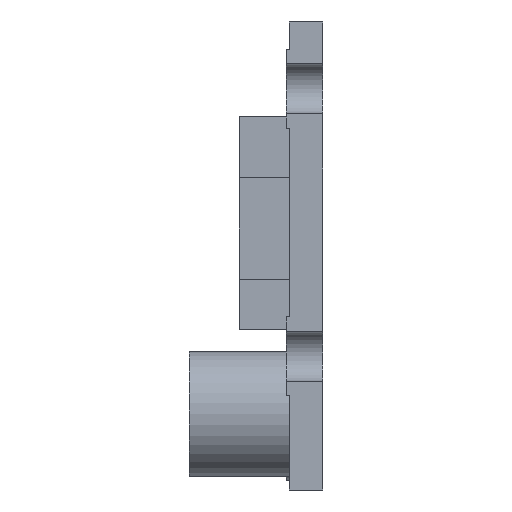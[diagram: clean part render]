
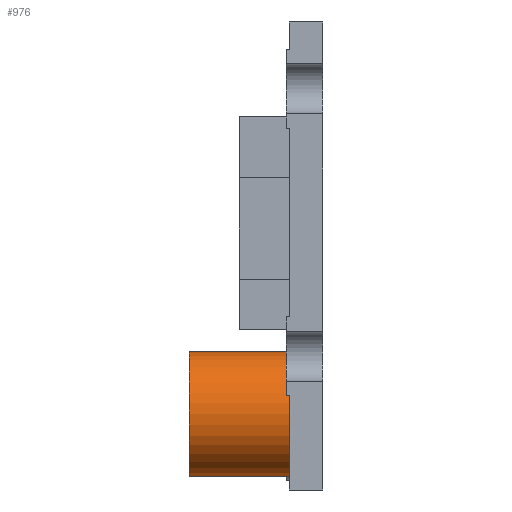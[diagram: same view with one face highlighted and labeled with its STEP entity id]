
A CAD part, left-side view. The second image highlights one B-rep face of the part: STEP entity #976.
In plain terms, the highlighted cylindrical face has radius 1.863 mm (diameter 3.725 mm), a partial arc.
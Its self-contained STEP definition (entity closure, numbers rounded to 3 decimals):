
#6 = VERTEX_POINT ( 'NONE', #2741 ) ;
#149 = CARTESIAN_POINT ( 'NONE',  ( -3.384, 4., -4.734 ) ) ;
#237 = DIRECTION ( 'NONE',  ( 0., 1., 0. ) ) ;
#285 = CARTESIAN_POINT ( 'NONE',  ( -3.384, 4., -6.597 ) ) ;
#333 = DIRECTION ( 'NONE',  ( 0., -1., 0. ) ) ;
#352 = DIRECTION ( 'NONE',  ( 0., -1., 0. ) ) ;
#373 = EDGE_CURVE ( 'NONE', #2919, #2590, #1466, .T. ) ;
#727 = ORIENTED_EDGE ( 'NONE', *, *, #2833, .T. ) ;
#970 = DIRECTION ( 'NONE',  ( 0., 1., 0. ) ) ;
#976 = ADVANCED_FACE ( 'NONE', ( #1016 ), #2771, .T. ) ;
#1016 = FACE_OUTER_BOUND ( 'NONE', #2307, .T. ) ;
#1265 = CARTESIAN_POINT ( 'NONE',  ( -3.384, 4., -2.872 ) ) ;
#1466 = CIRCLE ( 'NONE', #2626, 1.863 ) ;
#1664 = DIRECTION ( 'NONE',  ( 0., 0., 1. ) ) ;
#1697 = ORIENTED_EDGE ( 'NONE', *, *, #2051, .F. ) ;
#1773 = VERTEX_POINT ( 'NONE', #2969 ) ;
#1957 = DIRECTION ( 'NONE',  ( 0., 0., -1. ) ) ;
#1982 = VECTOR ( 'NONE', #333, 1000. ) ;
#2021 = CARTESIAN_POINT ( 'NONE',  ( -3.384, 4., -6.597 ) ) ;
#2050 = ORIENTED_EDGE ( 'NONE', *, *, #373, .F. ) ;
#2051 = EDGE_CURVE ( 'NONE', #2590, #6, #2810, .T. ) ;
#2077 = ORIENTED_EDGE ( 'NONE', *, *, #2958, .T. ) ;
#2194 = CARTESIAN_POINT ( 'NONE',  ( -3.384, 1., -4.734 ) ) ;
#2307 = EDGE_LOOP ( 'NONE', ( #1697, #2050, #2077, #727 ) ) ;
#2324 = CIRCLE ( 'NONE', #2666, 1.863 ) ;
#2338 = VECTOR ( 'NONE', #3015, 1000. ) ;
#2400 = LINE ( 'NONE', #2021, #1982 ) ;
#2539 = AXIS2_PLACEMENT_3D ( 'NONE', #149, #352, #2865 ) ;
#2590 = VERTEX_POINT ( 'NONE', #2607 ) ;
#2607 = CARTESIAN_POINT ( 'NONE',  ( -3.384, 4., -2.872 ) ) ;
#2626 = AXIS2_PLACEMENT_3D ( 'NONE', #2942, #237, #1664 ) ;
#2666 = AXIS2_PLACEMENT_3D ( 'NONE', #2194, #970, #1957 ) ;
#2741 = CARTESIAN_POINT ( 'NONE',  ( -3.384, 1., -2.872 ) ) ;
#2771 = CYLINDRICAL_SURFACE ( 'NONE', #2539, 1.863 ) ;
#2810 = LINE ( 'NONE', #1265, #2338 ) ;
#2833 = EDGE_CURVE ( 'NONE', #1773, #6, #2324, .T. ) ;
#2865 = DIRECTION ( 'NONE',  ( 0., 0., -1. ) ) ;
#2919 = VERTEX_POINT ( 'NONE', #285 ) ;
#2942 = CARTESIAN_POINT ( 'NONE',  ( -3.384, 4., -4.734 ) ) ;
#2958 = EDGE_CURVE ( 'NONE', #2919, #1773, #2400, .T. ) ;
#2969 = CARTESIAN_POINT ( 'NONE',  ( -3.384, 1., -6.597 ) ) ;
#3015 = DIRECTION ( 'NONE',  ( 0., -1., 0. ) ) ;
